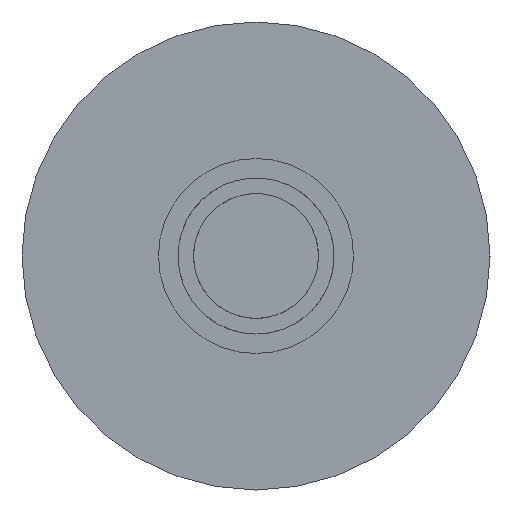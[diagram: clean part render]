
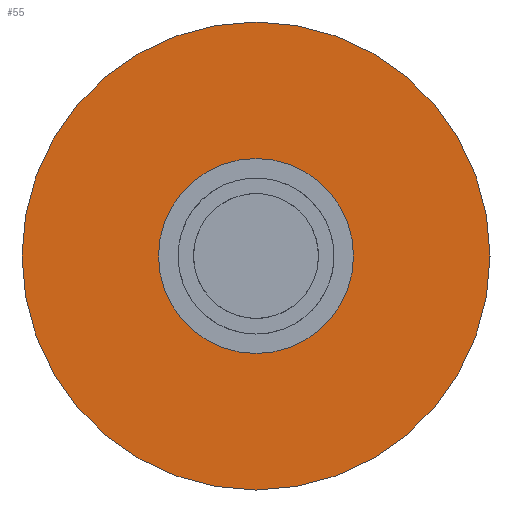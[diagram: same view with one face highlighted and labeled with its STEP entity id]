
A CAD part, left-side view. The second image highlights one B-rep face of the part: STEP entity #55.
In plain terms, the highlighted planar face has unit normal (-1, 0, 0).
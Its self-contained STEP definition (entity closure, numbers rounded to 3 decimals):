
#51 = CARTESIAN_POINT ( 'NONE',  ( -81.497, 22.046, 160. ) ) ;
#55 = ADVANCED_FACE ( 'NONE', ( #120, #365 ), #115, .F. ) ;
#71 = DIRECTION ( 'NONE',  ( -1., 0., 0. ) ) ;
#76 = AXIS2_PLACEMENT_3D ( 'NONE', #102, #71, #100 ) ;
#83 = CARTESIAN_POINT ( 'NONE',  ( -81.497, 22.046, 190. ) ) ;
#100 = DIRECTION ( 'NONE',  ( 0., 0., 1. ) ) ;
#102 = CARTESIAN_POINT ( 'NONE',  ( -81.497, 22.046, 160. ) ) ;
#104 = EDGE_LOOP ( 'NONE', ( #388 ) ) ;
#115 = PLANE ( 'NONE',  #235 ) ;
#120 = FACE_BOUND ( 'NONE', #104, .T. ) ;
#163 = DIRECTION ( 'NONE',  ( 0., 0., -1. ) ) ;
#164 = CARTESIAN_POINT ( 'NONE',  ( -81.497, 22.046, 147.5 ) ) ;
#178 = ORIENTED_EDGE ( 'NONE', *, *, #373, .T. ) ;
#200 = CIRCLE ( 'NONE', #76, 30. ) ;
#221 = CARTESIAN_POINT ( 'NONE',  ( -81.497, 48.046, 160. ) ) ;
#233 = EDGE_CURVE ( 'NONE', #342, #342, #282, .T. ) ;
#235 = AXIS2_PLACEMENT_3D ( 'NONE', #221, #427, #287 ) ;
#248 = VERTEX_POINT ( 'NONE', #83 ) ;
#264 = AXIS2_PLACEMENT_3D ( 'NONE', #51, #337, #163 ) ;
#282 = CIRCLE ( 'NONE', #264, 12.5 ) ;
#287 = DIRECTION ( 'NONE',  ( 0., 0., -1. ) ) ;
#337 = DIRECTION ( 'NONE',  ( -1., 0., 0. ) ) ;
#342 = VERTEX_POINT ( 'NONE', #164 ) ;
#365 = FACE_OUTER_BOUND ( 'NONE', #381, .T. ) ;
#373 = EDGE_CURVE ( 'NONE', #248, #248, #200, .T. ) ;
#381 = EDGE_LOOP ( 'NONE', ( #178 ) ) ;
#388 = ORIENTED_EDGE ( 'NONE', *, *, #233, .F. ) ;
#427 = DIRECTION ( 'NONE',  ( 1., 0., 0. ) ) ;
